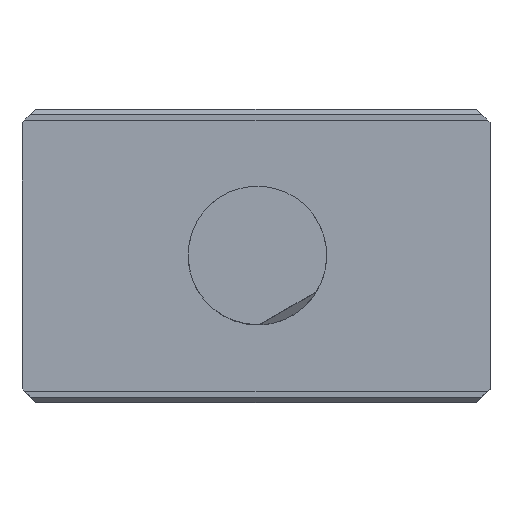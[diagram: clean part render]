
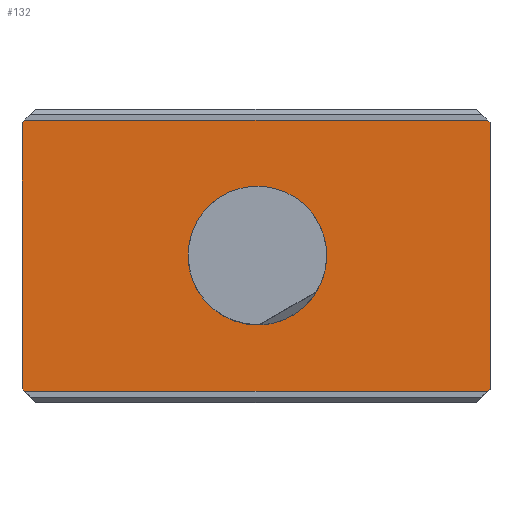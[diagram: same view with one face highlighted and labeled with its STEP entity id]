
A CAD part, top view. The second image highlights one B-rep face of the part: STEP entity #132.
In plain terms, the highlighted planar face has unit normal (0, 0, 1).
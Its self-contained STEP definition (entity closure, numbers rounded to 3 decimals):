
#65=PLANE('',#816);
#132=ADVANCED_FACE('',(#306,#307),#65,.F.);
#151=LINE('',#1052,#220);
#179=LINE('',#1219,#248);
#188=LINE('',#1237,#257);
#193=LINE('',#1246,#262);
#202=LINE('',#1264,#271);
#203=LINE('',#1266,#272);
#204=LINE('',#1268,#273);
#205=LINE('',#1270,#274);
#220=VECTOR('',#845,1.);
#248=VECTOR('',#951,1.);
#257=VECTOR('',#966,1.);
#262=VECTOR('',#975,1.);
#271=VECTOR('',#994,1.);
#272=VECTOR('',#997,1.);
#273=VECTOR('',#998,1.);
#274=VECTOR('',#999,1.);
#306=FACE_BOUND('',#347,.T.);
#307=FACE_BOUND('',#348,.T.);
#347=EDGE_LOOP('',(#492));
#348=EDGE_LOOP('',(#493,#494,#495,#496,#497,#498,#499,#500));
#492=ORIENTED_EDGE('',*,*,#612,.T.);
#493=ORIENTED_EDGE('',*,*,#690,.F.);
#494=ORIENTED_EDGE('',*,*,#667,.T.);
#495=ORIENTED_EDGE('',*,*,#681,.F.);
#496=ORIENTED_EDGE('',*,*,#691,.T.);
#497=ORIENTED_EDGE('',*,*,#692,.T.);
#498=ORIENTED_EDGE('',*,*,#693,.T.);
#499=ORIENTED_EDGE('',*,*,#676,.T.);
#500=ORIENTED_EDGE('',*,*,#617,.T.);
#547=VERTEX_POINT('',#1042);
#552=VERTEX_POINT('',#1053);
#553=VERTEX_POINT('',#1054);
#593=VERTEX_POINT('',#1218);
#594=VERTEX_POINT('',#1220);
#600=VERTEX_POINT('',#1238);
#602=VERTEX_POINT('',#1247);
#606=VERTEX_POINT('',#1267);
#607=VERTEX_POINT('',#1269);
#612=EDGE_CURVE('',#547,#547,#706,.T.);
#617=EDGE_CURVE('',#552,#553,#151,.T.);
#667=EDGE_CURVE('',#594,#593,#179,.T.);
#676=EDGE_CURVE('',#600,#552,#188,.T.);
#681=EDGE_CURVE('',#602,#593,#193,.T.);
#690=EDGE_CURVE('',#594,#553,#202,.T.);
#691=EDGE_CURVE('',#602,#606,#203,.T.);
#692=EDGE_CURVE('',#606,#607,#204,.T.);
#693=EDGE_CURVE('',#607,#600,#205,.T.);
#706=CIRCLE('',#762,25.);
#762=AXIS2_PLACEMENT_3D('',#1041,#835,#836);
#816=AXIS2_PLACEMENT_3D('',#1271,#1000,#1001);
#835=DIRECTION('',(0.,0.,-1.));
#836=DIRECTION('',(0.,-1.,0.));
#845=DIRECTION('',(-0.707,0.707,0.));
#951=DIRECTION('',(-0.707,-0.707,0.));
#966=DIRECTION('',(0.,1.,0.));
#975=DIRECTION('',(0.,1.,0.));
#994=DIRECTION('',(1.,0.,0.));
#997=DIRECTION('',(0.707,-0.707,0.));
#998=DIRECTION('',(1.,0.,0.));
#999=DIRECTION('',(0.707,0.707,0.));
#1000=DIRECTION('',(0.,0.,-1.));
#1001=DIRECTION('',(-1.,0.,0.));
#1041=CARTESIAN_POINT('',(0.,0.,0.));
#1042=CARTESIAN_POINT('',(0.,-25.,0.));
#1052=CARTESIAN_POINT('',(79.,53.,0.));
#1053=CARTESIAN_POINT('',(84.,48.,0.));
#1054=CARTESIAN_POINT('',(83.,49.,0.));
#1218=CARTESIAN_POINT('',(-85.,48.,0.));
#1219=CARTESIAN_POINT('',(-85.,48.,0.));
#1220=CARTESIAN_POINT('',(-84.,49.,0.));
#1237=CARTESIAN_POINT('',(84.,-49.,0.));
#1238=CARTESIAN_POINT('',(84.,-48.,0.));
#1246=CARTESIAN_POINT('',(-85.,-49.,0.));
#1247=CARTESIAN_POINT('',(-85.,-48.,0.));
#1264=CARTESIAN_POINT('',(-85.,49.,0.));
#1266=CARTESIAN_POINT('',(-85.,-48.,0.));
#1267=CARTESIAN_POINT('',(-84.,-49.,0.));
#1268=CARTESIAN_POINT('',(-85.,-49.,0.));
#1269=CARTESIAN_POINT('',(83.,-49.,0.));
#1270=CARTESIAN_POINT('',(79.,-53.,0.));
#1271=CARTESIAN_POINT('',(-85.,-49.,0.));
